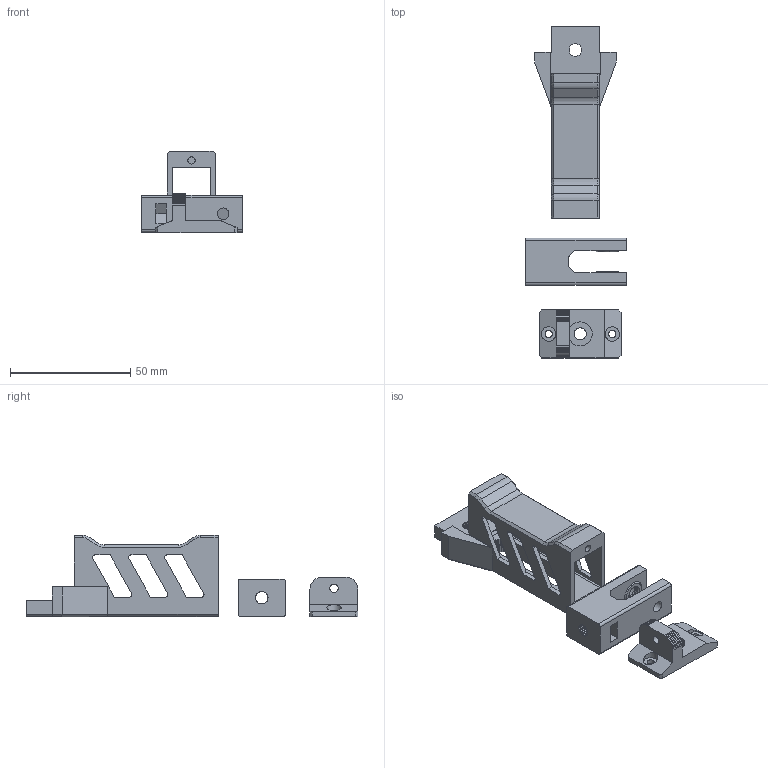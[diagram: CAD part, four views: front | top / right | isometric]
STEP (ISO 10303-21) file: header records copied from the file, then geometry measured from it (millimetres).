
FILE_DESCRIPTION(/* description */ (''),/* implementation_level */ '2;1');
FILE_NAME(/* name */ 'RobotRogue_-_Y_Belt_Tensioner_Mod.step',/* time_stamp */ '2023-02-02T15:56:10-08:00',/* author */ (''),/* organization */ (''),/* preprocessor_version */ 'ST-DEVELOPER v19.2',/* originating_system */ 'Autodesk Translation Framework v11.17.0.187',/* authorisation */ '');
FILE_SCHEMA (('AUTOMOTIVE_DESIGN { 1 0 10303 214 3 1 1 }'));
Length unit declared in the file: millimetre
Products named in the file (1): Latest Y Tensioner
Bounding box: 42 x 138.2 x 34 mm (x, y, z)
Volume: 30017.6 mm3; surface area: 18888.7 mm2
Topology: 3 solids, 3 shells, 944 faces, 2281 edges, 1349 vertices
Faces by surface type: plane 902, cylinder 33, cone 9
Full cylindrical faces by diameter (mm): 3 x4, 3.4 x1, 4.8 x1, 6 x1, 6.011 x2, 9.044 x1, 10 x1
Entity records: 26543 total; most frequent: CARTESIAN_POINT 4575, ORIENTED_EDGE 4562, DIRECTION 4367, EDGE_CURVE 2281, LINE 2085, VECTOR 2085, VERTEX_POINT 1349, AXIS2_PLACEMENT_3D 1141
